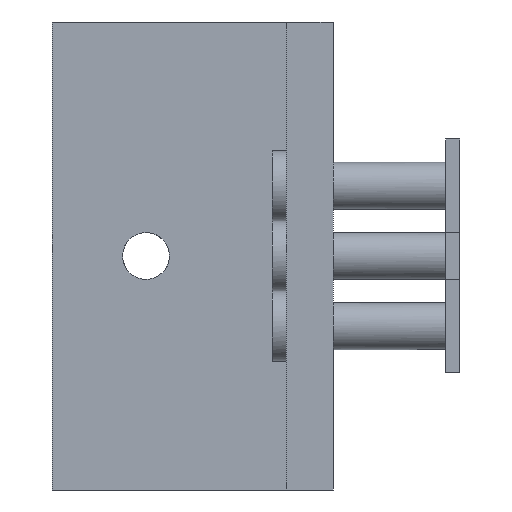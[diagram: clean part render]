
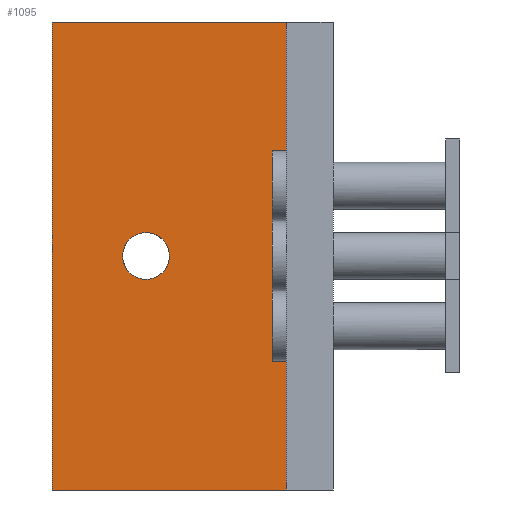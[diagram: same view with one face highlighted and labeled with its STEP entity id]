
A CAD part, left-side view. The second image highlights one B-rep face of the part: STEP entity #1095.
In plain terms, the highlighted free-form (B-spline) face has degree [1, 1] with [2, 2] control points.
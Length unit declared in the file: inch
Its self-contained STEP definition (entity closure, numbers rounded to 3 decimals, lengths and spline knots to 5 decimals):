
#868=CARTESIAN_POINT('V5',(1.5748,1.37795,
   1.9685));
#869=VERTEX_POINT('V5',#868);
#895=CARTESIAN_POINT('E5',(1.5748,1.37795,
   1.9685));
#896=CARTESIAN_POINT('E5',(1.5748,1.37795,
   1.62755));
#897=CARTESIAN_POINT('E5',(1.5748,1.67323,
   1.79803));
#898=CARTESIAN_POINT('E5',(1.5748,1.9685,
   1.9685));
#899=CARTESIAN_POINT('E5',(1.5748,1.67323,
   2.13898));
#900=CARTESIAN_POINT('E5',(1.5748,1.37795,
   2.30946));
#901=CARTESIAN_POINT('E5',(1.5748,1.37795,
   1.9685));
#909=(BOUNDED_CURVE()B_SPLINE_CURVE(2,(#895,#896,#897,#898,#899,
   #900,#901),.CIRCULAR_ARC.,.T.,.U.)B_SPLINE_CURVE_WITH_KNOTS((3,
   2,2,3),(0.0,1.73205,3.4641,
   5.19615),.UNSPECIFIED.)CURVE()
   GEOMETRIC_REPRESENTATION_ITEM()RATIONAL_B_SPLINE_CURVE((1.0,
   0.5,1.0,0.5,1.0,0.5,1.0)
   )REPRESENTATION_ITEM('E5'));
#910=EDGE_CURVE('E5',#869,#869,#909,.T.);
#922=CARTESIAN_POINT('V1',(1.5748,2.3622,0.0)
   );
#923=VERTEX_POINT('V1',#922);
#929=CARTESIAN_POINT('V4',(1.5748,2.3622,
   3.93701));
#930=VERTEX_POINT('V4',#929);
#931=CARTESIAN_POINT('E4',(1.5748,2.3622,0.0)
   );
#932=CARTESIAN_POINT('E4',(1.5748,2.3622,
   3.93701));
#933=B_SPLINE_CURVE_WITH_KNOTS('E4',1,(#931,#932),.POLYLINE_FORM.,
   .F.,.U.,(2,2),(0.0,10.0),.UNSPECIFIED.);
#934=EDGE_CURVE('E4',#923,#930,#933,.T.);
#1052=CARTESIAN_POINT('V3',(1.5748,0.3937,
   3.93701));
#1053=VERTEX_POINT('V3',#1052);
#1054=CARTESIAN_POINT('E3',(1.5748,0.3937,
   3.93701));
#1055=CARTESIAN_POINT('E3',(1.5748,2.3622,
   3.93701));
#1056=QUASI_UNIFORM_CURVE('E3',1,(#1054,#1055),.POLYLINE_FORM.,.F.,
   .U.);
#1057=EDGE_CURVE('E3',#1053,#930,#1056,.T.);
#1071=CARTESIAN_POINT('F1',(1.5748,2.3622,0.0)
   );
#1072=CARTESIAN_POINT('F1',(1.5748,0.3937,0.0)
   );
#1073=CARTESIAN_POINT('F1',(1.5748,2.3622,
   3.93701));
#1074=CARTESIAN_POINT('F1',(1.5748,0.3937,
   3.93701));
#1075=B_SPLINE_SURFACE_WITH_KNOTS('F1',1,1,((#1071,#1073),(#1072,
   #1074)),.PLANE_SURF.,.F.,.F.,.U.,(2,2),(2,2),(0.0,1.0),(0.0,
   2.0),.UNSPECIFIED.);
#1076=CARTESIAN_POINT('V2',(1.5748,0.3937,0.0)
   );
#1077=VERTEX_POINT('V2',#1076);
#1078=CARTESIAN_POINT('E1',(1.5748,2.3622,0.0)
   );
#1079=CARTESIAN_POINT('E1',(1.5748,0.3937,0.0)
   );
#1080=QUASI_UNIFORM_CURVE('E1',1,(#1078,#1079),.POLYLINE_FORM.,.F.,
   .U.);
#1081=EDGE_CURVE('E1',#923,#1077,#1080,.T.);
#1082=ORIENTED_EDGE('E1',*,*,#1081,.T.);
#1083=CARTESIAN_POINT('E2',(1.5748,0.3937,
   3.93701));
#1084=CARTESIAN_POINT('E2',(1.5748,0.3937,0.0)
   );
#1085=B_SPLINE_CURVE_WITH_KNOTS('E2',1,(#1083,#1084),.POLYLINE_FORM.,
   .F.,.U.,(2,2),(0.0,2.5),.UNSPECIFIED.);
#1086=EDGE_CURVE('E2',#1053,#1077,#1085,.T.);
#1087=ORIENTED_EDGE('E2',*,*,#1086,.F.);
#1088=ORIENTED_EDGE('E3',*,*,#1057,.T.);
#1089=ORIENTED_EDGE('E4',*,*,#934,.F.);
#1090=EDGE_LOOP('F1',(#1082,#1087,#1088,#1089));
#1091=FACE_OUTER_BOUND('F1',#1090,.T.);
#1092=ORIENTED_EDGE('F3',*,*,#910,.T.);
#1093=EDGE_LOOP('F1',(#1092));
#1094=FACE_BOUND('F1',#1093,.T.);
#1095=ADVANCED_FACE('F1',(#1091,#1094),#1075,.T.);
